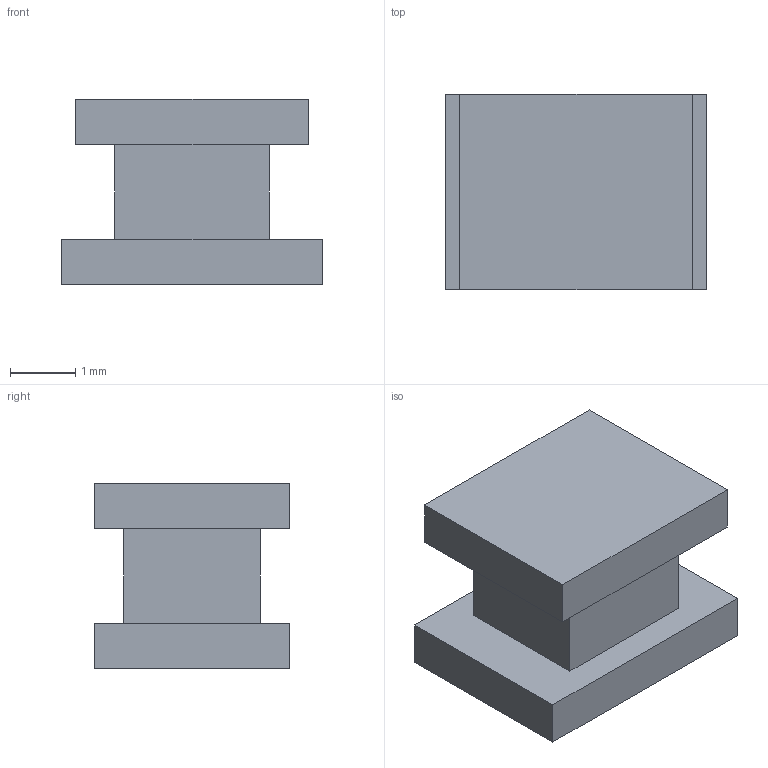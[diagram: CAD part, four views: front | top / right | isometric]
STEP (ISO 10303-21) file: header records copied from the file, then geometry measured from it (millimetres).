
FILE_DESCRIPTION (( 'STEP AP214' ), '1' );
FILE_NAME ('Ìàëåíòêàÿ èíäóêòèâíîñòü 4x3.STEP', '2020-02-23T16:11:52', ( 'PC' ), ( '' ), 'SwSTEP 2.0', 'SolidWorks 2018', '' );
FILE_SCHEMA (( 'AUTOMOTIVE_DESIGN' ));
Length unit declared in the file: millimetre
Products named in the file (1): Ìàëåíòêàÿ èíäóêòèâíîñòü 4x3
Bounding box: 4 x 3 x 2.85 mm (x, y, z)
Volume: 23.1 mm3; surface area: 95.2 mm2
Topology: 2 solids, 2 shells, 26 faces, 60 edges, 40 vertices
Faces by surface type: plane 26
Entity records: 881 total; most frequent: CARTESIAN_POINT 127, ORIENTED_EDGE 120, DIRECTION 114, VECTOR 60, EDGE_CURVE 60, LINE 60, VERTEX_POINT 40, EDGE_LOOP 30
